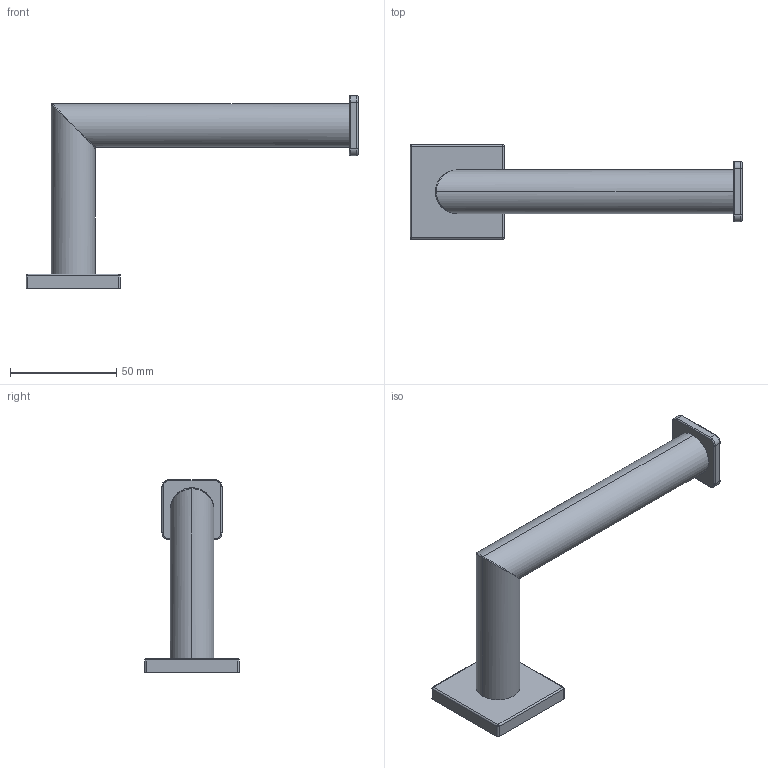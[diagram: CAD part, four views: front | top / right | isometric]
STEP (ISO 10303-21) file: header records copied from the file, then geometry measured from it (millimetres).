
FILE_DESCRIPTION((''),'2;1');
FILE_NAME('5306','2021-01-29T16:14:26',('rsmith'),(''),'CREO PARAMETRIC BY PTC INC, 2018400','CREO PARAMETRIC BY PTC INC, 2018400','');
FILE_SCHEMA(('AUTOMOTIVE_DESIGN { 1 0 10303 214 1 1 1 1 }'));
Length unit declared in the file: inch
Products named in the file (1): 5306
Bounding box: 156.29 x 44.45 x 90.74 mm (x, y, z)
Volume: 82714 mm3; surface area: 19286 mm2
Topology: 1 solids, 1 shells, 52 faces, 110 edges, 62 vertices
Faces by surface type: cylinder 24, plane 12, torus 8, sphere 4, bspline 4
Entity records: 2218 total; most frequent: CARTESIAN_POINT 560, DIRECTION 252, ORIENTED_EDGE 220, COLOUR_RGB 146, PRESENTATION_STYLE_ASSIGNMENT 111, STYLED_ITEM 111, CURVE_STYLE 110, EDGE_CURVE 110
